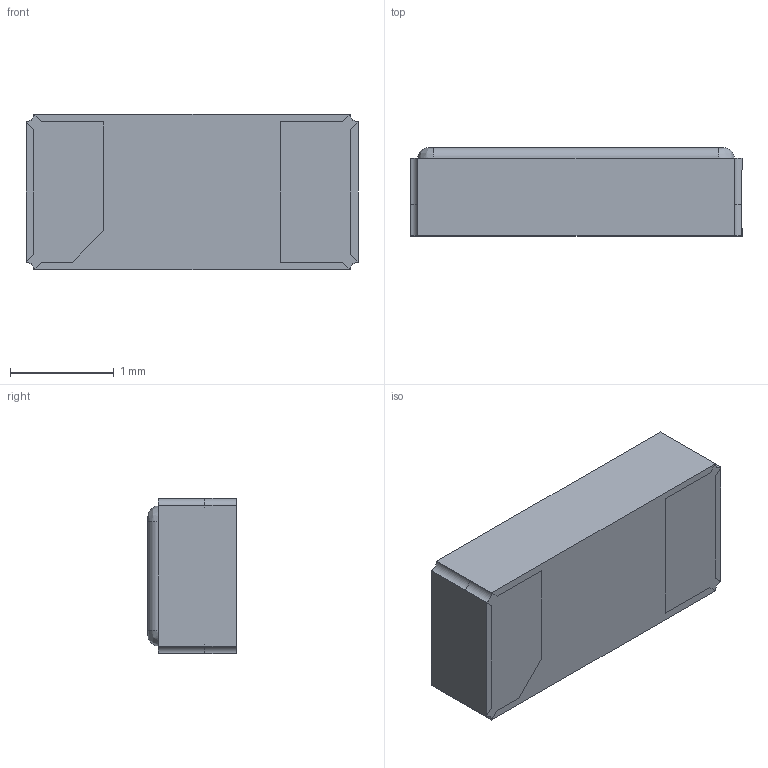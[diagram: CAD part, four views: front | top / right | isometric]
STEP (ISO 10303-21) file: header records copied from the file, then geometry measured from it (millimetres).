
FILE_DESCRIPTION (( 'STEP AP214' ), '1' );
FILE_NAME ('9HT10-32.768KDZC-T.STEP', '2021-01-08T02:25:21', ( '' ), ( '' ), 'SwSTEP 2.0', 'SolidWorks 2017', '' );
FILE_SCHEMA (( 'AUTOMOTIVE_DESIGN' ));
Length unit declared in the file: millimetre
Products named in the file (1): 9HT10-32.768KDZC-T
Bounding box: 3.2 x 0.85 x 1.5 mm (x, y, z)
Volume: 4 mm3; surface area: 33.7 mm2
Topology: 4 solids, 4 shells, 66 faces, 166 edges, 108 vertices
Faces by surface type: plane 50, cylinder 12, bspline 4
Entity records: 2061 total; most frequent: CARTESIAN_POINT 413, ORIENTED_EDGE 332, DIRECTION 316, EDGE_CURVE 166, LINE 134, VECTOR 134, VERTEX_POINT 108, AXIS2_PLACEMENT_3D 91
